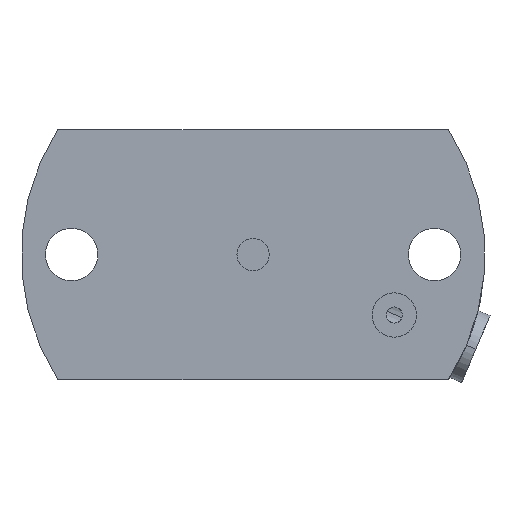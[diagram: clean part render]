
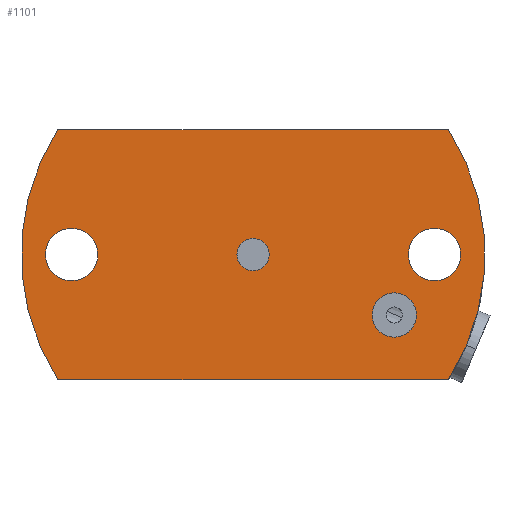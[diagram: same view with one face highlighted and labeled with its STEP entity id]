
A CAD part, front view. The second image highlights one B-rep face of the part: STEP entity #1101.
In plain terms, the highlighted planar face has unit normal (0, -1, 0).
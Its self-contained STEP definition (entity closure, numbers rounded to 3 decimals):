
#210=CARTESIAN_POINT('',(0.,0.,0.));
#211=DIRECTION('',(0.,-1.,0.));
#212=DIRECTION('',(-0.842,0.,0.539));
#213=AXIS2_PLACEMENT_3D('',#210,#211,#212);
#215=DIRECTION('',(-1.,0.,0.));
#216=VECTOR('',#215,96.856);
#217=CARTESIAN_POINT('',(48.428,0.,31.));
#218=LINE('',#217,#216);
#219=CARTESIAN_POINT('',(0.,0.,0.));
#220=DIRECTION('',(0.,-1.,0.));
#221=DIRECTION('',(0.842,0.,-0.539));
#222=AXIS2_PLACEMENT_3D('',#219,#220,#221);
#224=DIRECTION('',(1.,0.,0.));
#225=VECTOR('',#224,96.856);
#226=CARTESIAN_POINT('',(-48.428,0.,-31.));
#227=LINE('',#226,#225);
#228=CARTESIAN_POINT('',(35.,0.,-15.));
#229=DIRECTION('',(0.,1.,0.));
#230=DIRECTION('',(1.,0.,0.));
#231=AXIS2_PLACEMENT_3D('',#228,#229,#230);
#233=CARTESIAN_POINT('',(35.,0.,-15.));
#234=DIRECTION('',(0.,1.,0.));
#235=DIRECTION('',(-1.,0.,0.));
#236=AXIS2_PLACEMENT_3D('',#233,#234,#235);
#238=CARTESIAN_POINT('',(0.,0.,0.));
#239=DIRECTION('',(0.,-1.,0.));
#240=DIRECTION('',(1.,0.,0.));
#241=AXIS2_PLACEMENT_3D('',#238,#239,#240);
#243=CARTESIAN_POINT('',(0.,0.,0.));
#244=DIRECTION('',(0.,-1.,0.));
#245=DIRECTION('',(-1.,0.,0.));
#246=AXIS2_PLACEMENT_3D('',#243,#244,#245);
#248=CARTESIAN_POINT('',(-45.,0.,0.));
#249=DIRECTION('',(0.,1.,0.));
#250=DIRECTION('',(1.,0.,0.));
#251=AXIS2_PLACEMENT_3D('',#248,#249,#250);
#253=CARTESIAN_POINT('',(-45.,0.,0.));
#254=DIRECTION('',(0.,1.,0.));
#255=DIRECTION('',(-1.,0.,0.));
#256=AXIS2_PLACEMENT_3D('',#253,#254,#255);
#258=CARTESIAN_POINT('',(45.,0.,0.));
#259=DIRECTION('',(0.,1.,0.));
#260=DIRECTION('',(1.,0.,0.));
#261=AXIS2_PLACEMENT_3D('',#258,#259,#260);
#263=CARTESIAN_POINT('',(45.,0.,0.));
#264=DIRECTION('',(0.,1.,0.));
#265=DIRECTION('',(-1.,0.,0.));
#266=AXIS2_PLACEMENT_3D('',#263,#264,#265);
#551=CARTESIAN_POINT('',(4.,0.,0.));
#552=CARTESIAN_POINT('',(-4.,0.,0.));
#553=VERTEX_POINT('',#551);
#554=VERTEX_POINT('',#552);
#579=CARTESIAN_POINT('',(-48.428,0.,-31.));
#580=VERTEX_POINT('',#579);
#581=CARTESIAN_POINT('',(48.428,0.,-31.));
#582=VERTEX_POINT('',#581);
#598=CARTESIAN_POINT('',(48.428,0.,31.));
#599=VERTEX_POINT('',#598);
#600=CARTESIAN_POINT('',(-48.428,0.,31.));
#601=VERTEX_POINT('',#600);
#602=CARTESIAN_POINT('',(-38.5,0.,0.));
#603=CARTESIAN_POINT('',(-51.5,0.,0.));
#604=VERTEX_POINT('',#602);
#605=VERTEX_POINT('',#603);
#606=CARTESIAN_POINT('',(51.5,0.,0.));
#607=CARTESIAN_POINT('',(38.5,0.,0.));
#608=VERTEX_POINT('',#606);
#609=VERTEX_POINT('',#607);
#658=CARTESIAN_POINT('',(40.5,0.,-15.));
#660=VERTEX_POINT('',#658);
#664=CARTESIAN_POINT('',(29.5,0.,-15.));
#665=VERTEX_POINT('',#664);
#1065=CARTESIAN_POINT('',(0.,0.,0.));
#1066=DIRECTION('',(0.,1.,0.));
#1067=DIRECTION('',(0.,0.,1.));
#1068=AXIS2_PLACEMENT_3D('',#1065,#1066,#1067);
#1069=PLANE('',#1068);
#1071=ORIENTED_EDGE('',*,*,#1070,.F.);
#1073=ORIENTED_EDGE('',*,*,#1072,.F.);
#1075=ORIENTED_EDGE('',*,*,#1074,.F.);
#1076=ORIENTED_EDGE('',*,*,#942,.F.);
#1077=EDGE_LOOP('',(#1071,#1073,#1075,#1076));
#1078=FACE_OUTER_BOUND('',#1077,.F.);
#1080=ORIENTED_EDGE('',*,*,#1079,.F.);
#1082=ORIENTED_EDGE('',*,*,#1081,.F.);
#1083=EDGE_LOOP('',(#1080,#1082));
#1084=FACE_BOUND('',#1083,.F.);
#1086=ORIENTED_EDGE('',*,*,#1085,.T.);
#1088=ORIENTED_EDGE('',*,*,#1087,.T.);
#1089=EDGE_LOOP('',(#1086,#1088));
#1090=FACE_BOUND('',#1089,.F.);
#1091=ORIENTED_EDGE('',*,*,#1051,.F.);
#1092=ORIENTED_EDGE('',*,*,#1033,.F.);
#1093=EDGE_LOOP('',(#1091,#1092));
#1094=FACE_BOUND('',#1093,.F.);
#1096=ORIENTED_EDGE('',*,*,#1095,.F.);
#1098=ORIENTED_EDGE('',*,*,#1097,.F.);
#1099=EDGE_LOOP('',(#1096,#1098));
#1100=FACE_BOUND('',#1099,.F.);
#214=CIRCLE('',#213,57.5);
#223=CIRCLE('',#222,57.5);
#232=CIRCLE('',#231,5.5);
#237=CIRCLE('',#236,5.5);
#242=CIRCLE('',#241,4.);
#247=CIRCLE('',#246,4.);
#252=CIRCLE('',#251,6.5);
#257=CIRCLE('',#256,6.5);
#262=CIRCLE('',#261,6.5);
#267=CIRCLE('',#266,6.5);
#942=EDGE_CURVE('',#580,#582,#227,.T.);
#1033=EDGE_CURVE('',#605,#604,#257,.T.);
#1051=EDGE_CURVE('',#604,#605,#252,.T.);
#1070=EDGE_CURVE('',#601,#580,#214,.T.);
#1072=EDGE_CURVE('',#599,#601,#218,.T.);
#1074=EDGE_CURVE('',#582,#599,#223,.T.);
#1079=EDGE_CURVE('',#660,#665,#232,.T.);
#1081=EDGE_CURVE('',#665,#660,#237,.T.);
#1085=EDGE_CURVE('',#553,#554,#242,.T.);
#1087=EDGE_CURVE('',#554,#553,#247,.T.);
#1095=EDGE_CURVE('',#608,#609,#262,.T.);
#1097=EDGE_CURVE('',#609,#608,#267,.T.);
#1101=ADVANCED_FACE('',(#1078,#1084,#1090,#1094,#1100),#1069,.F.);
